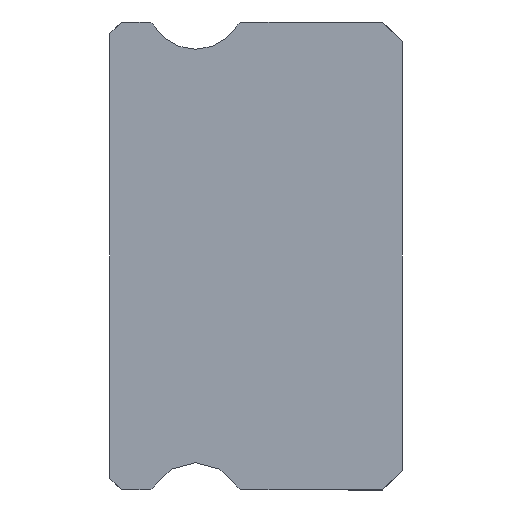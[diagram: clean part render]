
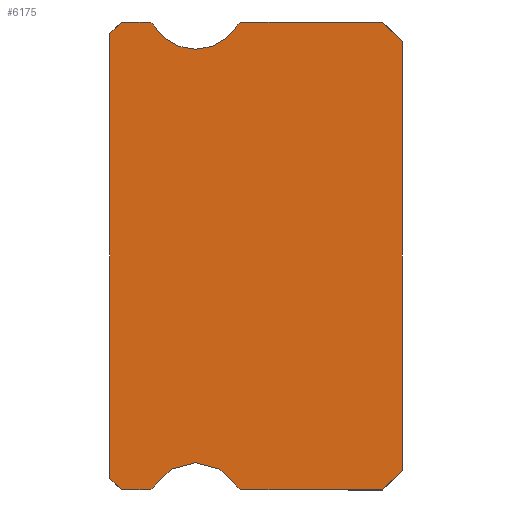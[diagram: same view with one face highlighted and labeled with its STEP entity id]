
A CAD part, left-side view. The second image highlights one B-rep face of the part: STEP entity #6175.
In plain terms, the highlighted planar face has unit normal (-1, 0, 0).
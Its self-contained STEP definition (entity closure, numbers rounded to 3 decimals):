
#9 = VERTEX_POINT ( 'NONE', #3364 ) ;
#113 = EDGE_CURVE ( 'NONE', #4904, #8934, #6980, .T. ) ;
#181 = CARTESIAN_POINT ( 'NONE',  ( -12.5, 5.3, 5.3 ) ) ;
#276 = LINE ( 'NONE', #1274, #3593 ) ;
#370 = CARTESIAN_POINT ( 'NONE',  ( -12.5, 6.512, -6. ) ) ;
#414 = EDGE_CURVE ( 'NONE', #654, #8717, #1250, .T. ) ;
#428 = ORIENTED_EDGE ( 'NONE', *, *, #8266, .T. ) ;
#444 = VERTEX_POINT ( 'NONE', #473 ) ;
#473 = CARTESIAN_POINT ( 'NONE',  ( -12.5, 7.2, -6. ) ) ;
#530 = DIRECTION ( 'NONE',  ( 0., 1., 0. ) ) ;
#551 = ORIENTED_EDGE ( 'NONE', *, *, #5546, .F. ) ;
#560 = DIRECTION ( 'NONE',  ( 0., 0., -1. ) ) ;
#613 = EDGE_LOOP ( 'NONE', ( #5700, #11840, #10090, #8875, #3116, #5581, #6527, #7031, #4930, #428, #5443, #3698, #9385, #2086, #4124, #551, #6077 ) ) ;
#654 = VERTEX_POINT ( 'NONE', #9616 ) ;
#770 = CARTESIAN_POINT ( 'NONE',  ( -12.5, 0., -5.5 ) ) ;
#792 = CARTESIAN_POINT ( 'NONE',  ( -12.5, 7.2, 6. ) ) ;
#958 = EDGE_CURVE ( 'NONE', #8706, #4201, #3276, .T. ) ;
#995 = LINE ( 'NONE', #770, #9295 ) ;
#1195 = CARTESIAN_POINT ( 'NONE',  ( -12.5, 0.5, -6. ) ) ;
#1250 = CIRCLE ( 'NONE', #8514, 0.15 ) ;
#1274 = CARTESIAN_POINT ( 'NONE',  ( -12.5, 7.5, 5.85 ) ) ;
#1379 = EDGE_CURVE ( 'NONE', #2510, #7598, #11517, .T. ) ;
#1398 = VERTEX_POINT ( 'NONE', #7062 ) ;
#1636 = LINE ( 'NONE', #4824, #6638 ) ;
#1695 = CARTESIAN_POINT ( 'NONE',  ( -12.5, 6.512, 5.85 ) ) ;
#1722 = VECTOR ( 'NONE', #6108, 1000. ) ;
#1725 = EDGE_CURVE ( 'NONE', #444, #2507, #8947, .T. ) ;
#1757 = DIRECTION ( 'NONE',  ( 0., 1., 0. ) ) ;
#1954 = LINE ( 'NONE', #2719, #6193 ) ;
#2086 = ORIENTED_EDGE ( 'NONE', *, *, #10135, .F. ) ;
#2115 = AXIS2_PLACEMENT_3D ( 'NONE', #6290, #2609, #4339 ) ;
#2207 = CARTESIAN_POINT ( 'NONE',  ( -12.5, 7.2, 6. ) ) ;
#2212 = AXIS2_PLACEMENT_3D ( 'NONE', #3044, #9728, #11552 ) ;
#2239 = CIRCLE ( 'NONE', #4596, 1.25 ) ;
#2320 = CARTESIAN_POINT ( 'NONE',  ( -12.5, 0.5, 6. ) ) ;
#2499 = VERTEX_POINT ( 'NONE', #181 ) ;
#2507 = VERTEX_POINT ( 'NONE', #3965 ) ;
#2510 = VERTEX_POINT ( 'NONE', #3357 ) ;
#2520 = LINE ( 'NONE', #9996, #7358 ) ;
#2609 = DIRECTION ( 'NONE',  ( -1., 0., 0. ) ) ;
#2719 = CARTESIAN_POINT ( 'NONE',  ( -12.5, 7.2, -6. ) ) ;
#2760 = EDGE_CURVE ( 'NONE', #4201, #1398, #7368, .T. ) ;
#2797 = CIRCLE ( 'NONE', #5716, 0.15 ) ;
#3044 = CARTESIAN_POINT ( 'NONE',  ( -12.5, 6.512, 5.85 ) ) ;
#3112 = DIRECTION ( 'NONE',  ( 0., -1., 0. ) ) ;
#3116 = ORIENTED_EDGE ( 'NONE', *, *, #9173, .F. ) ;
#3276 = LINE ( 'NONE', #2207, #3993 ) ;
#3313 = CIRCLE ( 'NONE', #2115, 1.25 ) ;
#3357 = CARTESIAN_POINT ( 'NONE',  ( -12.5, 0.5, 6. ) ) ;
#3364 = CARTESIAN_POINT ( 'NONE',  ( -12.5, 7.5, -5.7 ) ) ;
#3394 = DIRECTION ( 'NONE',  ( 0., -1., 0. ) ) ;
#3398 = EDGE_CURVE ( 'NONE', #8717, #2510, #2520, .T. ) ;
#3447 = DIRECTION ( 'NONE',  ( -1., 0., 0. ) ) ;
#3532 = CARTESIAN_POINT ( 'NONE',  ( -12.5, 0., 5.5 ) ) ;
#3593 = VECTOR ( 'NONE', #11396, 1000. ) ;
#3698 = ORIENTED_EDGE ( 'NONE', *, *, #3398, .F. ) ;
#3826 = DIRECTION ( 'NONE',  ( 1., 0., 0. ) ) ;
#3832 = CARTESIAN_POINT ( 'NONE',  ( -12.5, 6.383, -5.925 ) ) ;
#3965 = CARTESIAN_POINT ( 'NONE',  ( -12.5, 6.512, -6. ) ) ;
#3993 = VECTOR ( 'NONE', #530, 1000. ) ;
#4121 = AXIS2_PLACEMENT_3D ( 'NONE', #7184, #5196, #5301 ) ;
#4124 = ORIENTED_EDGE ( 'NONE', *, *, #8274, .F. ) ;
#4201 = VERTEX_POINT ( 'NONE', #792 ) ;
#4339 = DIRECTION ( 'NONE',  ( 0., 0., -1. ) ) ;
#4426 = DIRECTION ( 'NONE',  ( 0., 0., -1. ) ) ;
#4480 = CARTESIAN_POINT ( 'NONE',  ( -12.5, 4.088, 6. ) ) ;
#4596 = AXIS2_PLACEMENT_3D ( 'NONE', #6293, #8999, #560 ) ;
#4670 = CARTESIAN_POINT ( 'NONE',  ( -12.5, 0., 5.5 ) ) ;
#4824 = CARTESIAN_POINT ( 'NONE',  ( -12.5, 6.512, -6. ) ) ;
#4904 = VERTEX_POINT ( 'NONE', #10730 ) ;
#4930 = ORIENTED_EDGE ( 'NONE', *, *, #9915, .F. ) ;
#5135 = CARTESIAN_POINT ( 'NONE',  ( -12.5, 0., -5.5 ) ) ;
#5136 = DIRECTION ( 'NONE',  ( 0., -0.707, -0.707 ) ) ;
#5138 = CARTESIAN_POINT ( 'NONE',  ( -12.5, 6.512, 6. ) ) ;
#5193 = CARTESIAN_POINT ( 'NONE',  ( -12.5, 6.383, 5.925 ) ) ;
#5196 = DIRECTION ( 'NONE',  ( 1., 0., 0. ) ) ;
#5299 = LINE ( 'NONE', #3532, #1722 ) ;
#5301 = DIRECTION ( 'NONE',  ( 0., 0., -1. ) ) ;
#5443 = ORIENTED_EDGE ( 'NONE', *, *, #1379, .F. ) ;
#5546 = EDGE_CURVE ( 'NONE', #8706, #5726, #2797, .T. ) ;
#5581 = ORIENTED_EDGE ( 'NONE', *, *, #10325, .F. ) ;
#5700 = ORIENTED_EDGE ( 'NONE', *, *, #2760, .T. ) ;
#5716 = AXIS2_PLACEMENT_3D ( 'NONE', #1695, #6426, #9187 ) ;
#5722 = CARTESIAN_POINT ( 'NONE',  ( -12.5, 4.088, -5.85 ) ) ;
#5726 = VERTEX_POINT ( 'NONE', #5193 ) ;
#6077 = ORIENTED_EDGE ( 'NONE', *, *, #958, .T. ) ;
#6108 = DIRECTION ( 'NONE',  ( 0., 0., 1. ) ) ;
#6175 = ADVANCED_FACE ( 'NONE', ( #8615 ), #10443, .F. ) ;
#6193 = VECTOR ( 'NONE', #6635, 1000. ) ;
#6290 = CARTESIAN_POINT ( 'NONE',  ( -12.5, 5.3, 6.55 ) ) ;
#6293 = CARTESIAN_POINT ( 'NONE',  ( -12.5, 5.3, 6.55 ) ) ;
#6426 = DIRECTION ( 'NONE',  ( 1., 0., 0. ) ) ;
#6442 = DIRECTION ( 'NONE',  ( 0., 0.707, -0.707 ) ) ;
#6482 = VERTEX_POINT ( 'NONE', #3832 ) ;
#6527 = ORIENTED_EDGE ( 'NONE', *, *, #113, .F. ) ;
#6635 = DIRECTION ( 'NONE',  ( 0., -0.707, -0.707 ) ) ;
#6638 = VECTOR ( 'NONE', #1757, 1000. ) ;
#6714 = DIRECTION ( 'NONE',  ( 0., 0., -1. ) ) ;
#6980 = CIRCLE ( 'NONE', #8734, 0.15 ) ;
#7031 = ORIENTED_EDGE ( 'NONE', *, *, #8197, .F. ) ;
#7062 = CARTESIAN_POINT ( 'NONE',  ( -12.5, 7.5, 5.7 ) ) ;
#7184 = CARTESIAN_POINT ( 'NONE',  ( -12.5, 6.512, -5.85 ) ) ;
#7358 = VECTOR ( 'NONE', #3394, 1000. ) ;
#7368 = LINE ( 'NONE', #11980, #8492 ) ;
#7562 = VERTEX_POINT ( 'NONE', #5135 ) ;
#7585 = DIRECTION ( 'NONE',  ( 0., 0., -1. ) ) ;
#7598 = VERTEX_POINT ( 'NONE', #4670 ) ;
#7725 = CIRCLE ( 'NONE', #8892, 1.25 ) ;
#7974 = VECTOR ( 'NONE', #3112, 1000. ) ;
#8197 = EDGE_CURVE ( 'NONE', #8635, #4904, #1636, .T. ) ;
#8266 = EDGE_CURVE ( 'NONE', #7562, #7598, #5299, .T. ) ;
#8274 = EDGE_CURVE ( 'NONE', #5726, #2499, #3313, .T. ) ;
#8444 = DIRECTION ( 'NONE',  ( 1., 0., 0. ) ) ;
#8492 = VECTOR ( 'NONE', #12148, 1000. ) ;
#8514 = AXIS2_PLACEMENT_3D ( 'NONE', #8656, #3826, #7585 ) ;
#8615 = FACE_OUTER_BOUND ( 'NONE', #613, .T. ) ;
#8635 = VERTEX_POINT ( 'NONE', #1195 ) ;
#8656 = CARTESIAN_POINT ( 'NONE',  ( -12.5, 4.088, 5.85 ) ) ;
#8706 = VERTEX_POINT ( 'NONE', #5138 ) ;
#8717 = VERTEX_POINT ( 'NONE', #4480 ) ;
#8734 = AXIS2_PLACEMENT_3D ( 'NONE', #5722, #8444, #6714 ) ;
#8875 = ORIENTED_EDGE ( 'NONE', *, *, #1725, .T. ) ;
#8892 = AXIS2_PLACEMENT_3D ( 'NONE', #9438, #3447, #4426 ) ;
#8934 = VERTEX_POINT ( 'NONE', #10217 ) ;
#8947 = LINE ( 'NONE', #370, #7974 ) ;
#8999 = DIRECTION ( 'NONE',  ( -1., 0., 0. ) ) ;
#9173 = EDGE_CURVE ( 'NONE', #6482, #2507, #10761, .T. ) ;
#9187 = DIRECTION ( 'NONE',  ( 0., 0., -1. ) ) ;
#9295 = VECTOR ( 'NONE', #6442, 1000. ) ;
#9385 = ORIENTED_EDGE ( 'NONE', *, *, #414, .F. ) ;
#9438 = CARTESIAN_POINT ( 'NONE',  ( -12.5, 5.3, -6.55 ) ) ;
#9616 = CARTESIAN_POINT ( 'NONE',  ( -12.5, 4.217, 5.925 ) ) ;
#9728 = DIRECTION ( 'NONE',  ( 1., 0., 0. ) ) ;
#9915 = EDGE_CURVE ( 'NONE', #7562, #8635, #995, .T. ) ;
#9996 = CARTESIAN_POINT ( 'NONE',  ( -12.5, 6.512, 6. ) ) ;
#10090 = ORIENTED_EDGE ( 'NONE', *, *, #11296, .T. ) ;
#10135 = EDGE_CURVE ( 'NONE', #2499, #654, #2239, .T. ) ;
#10217 = CARTESIAN_POINT ( 'NONE',  ( -12.5, 4.217, -5.925 ) ) ;
#10296 = EDGE_CURVE ( 'NONE', #9, #1398, #276, .T. ) ;
#10325 = EDGE_CURVE ( 'NONE', #8934, #6482, #7725, .T. ) ;
#10443 = PLANE ( 'NONE',  #2212 ) ;
#10730 = CARTESIAN_POINT ( 'NONE',  ( -12.5, 4.088, -6. ) ) ;
#10761 = CIRCLE ( 'NONE', #4121, 0.15 ) ;
#11056 = VECTOR ( 'NONE', #5136, 1000. ) ;
#11296 = EDGE_CURVE ( 'NONE', #9, #444, #1954, .T. ) ;
#11396 = DIRECTION ( 'NONE',  ( 0., 0., 1. ) ) ;
#11517 = LINE ( 'NONE', #2320, #11056 ) ;
#11552 = DIRECTION ( 'NONE',  ( 0., 0., -1. ) ) ;
#11840 = ORIENTED_EDGE ( 'NONE', *, *, #10296, .F. ) ;
#11980 = CARTESIAN_POINT ( 'NONE',  ( -12.5, 7.5, 5.7 ) ) ;
#12148 = DIRECTION ( 'NONE',  ( 0., 0.707, -0.707 ) ) ;
